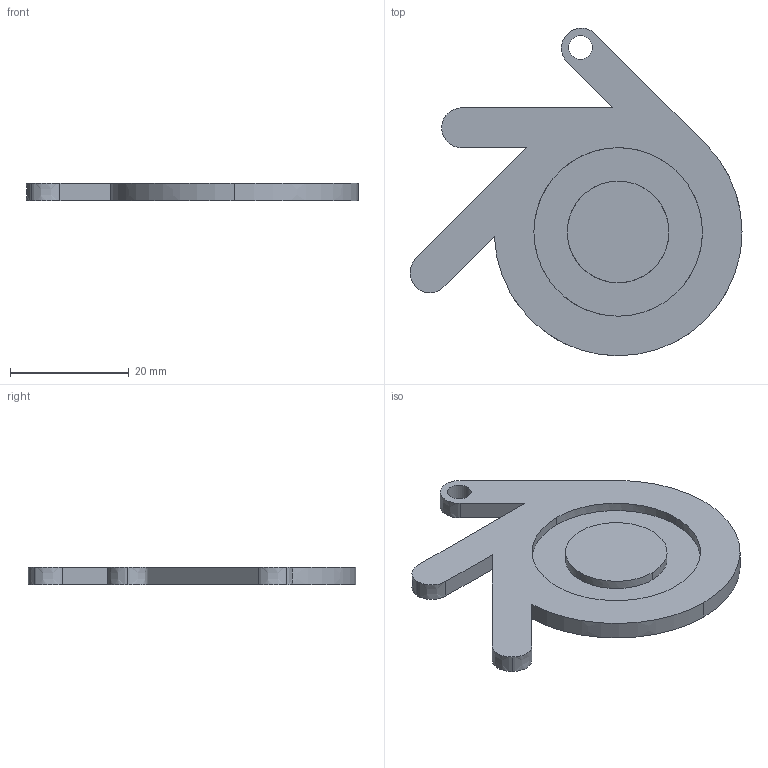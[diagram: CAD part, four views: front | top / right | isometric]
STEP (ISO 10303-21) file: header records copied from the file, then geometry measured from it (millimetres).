
FILE_DESCRIPTION(('FreeCAD Model'),'2;1');
FILE_NAME('blender.step' ,'2015-03-03T11:23:44',('FreeCAD'),('FreeCAD'), 'Open CASCADE STEP processor 6.7','FreeCAD','Unknown');
FILE_SCHEMA(('AUTOMOTIVE_DESIGN_CC2 { 1 2 10303 214 -1 1 5 4 }'));
Length unit declared in the file: millimetre
Products named in the file (1): Cut002
Bounding box: 55.93 x 55.19 x 3 mm (x, y, z)
Volume: 4592.7 mm3; surface area: 4391.8 mm2
Topology: 1 solids, 1 shells, 31 faces, 81 edges, 54 vertices
Faces by surface type: extrusion 26, plane 4, cylinder 1
Full cylindrical faces by diameter (mm): 4 x1
Entity records: 4670 total; most frequent: CARTESIAN_POINT 3003, DIRECTION 169, ORIENTED_EDGE 162, PCURVE 162, DEFINITIONAL_REPRESENTATION 162, VECTOR 153, B_SPLINE_CURVE_WITH_KNOTS 138, LINE 127
